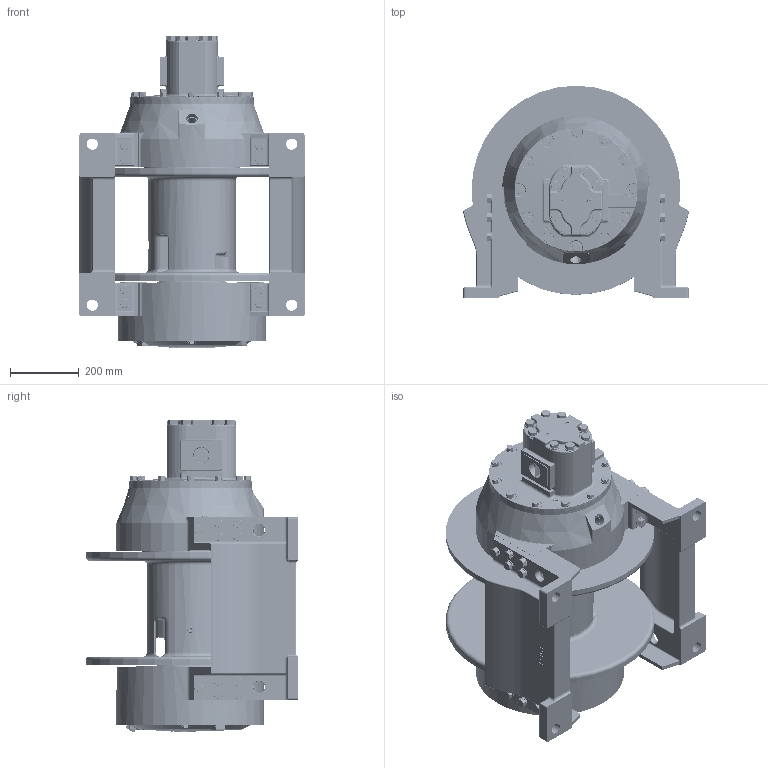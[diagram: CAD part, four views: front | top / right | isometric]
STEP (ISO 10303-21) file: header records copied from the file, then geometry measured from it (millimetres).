
FILE_DESCRIPTION((''),'2;1');
FILE_NAME('TWG-TEMP','2020-10-11T20:33:32',('Administrator'),(''),'CREO PARAMETRIC BY PTC INC, 2019292','CREO PARAMETRIC BY PTC INC, 2019292','');
FILE_SCHEMA(('AUTOMOTIVE_DESIGN { 1 0 10303 214 1 1 1 1 }'));
Products named in the file (1): TWG-TEMP
Bounding box: 657.23 x 619.12 x 912.35 mm (x, y, z)
Volume: 523.6 mm3; surface area: 5241085.2 mm2
Topology: 1 solids, 234 shells, 4421 faces, 15706 edges, 11040 vertices
Faces by surface type: cylinder 1462, plane 1238, cone 621, torus 433, bspline 344, extrusion 256, sphere 67
Entity records: 260763 total; most frequent: CARTESIAN_POINT 106996, ORIENTED_EDGE 24777, DIRECTION 22033, EDGE_CURVE 15547, VERTEX_POINT 11040, AXIS2_PLACEMENT_3D 8052, VECTOR 5926, B_SPLINE_CURVE_WITH_KNOTS 5912
